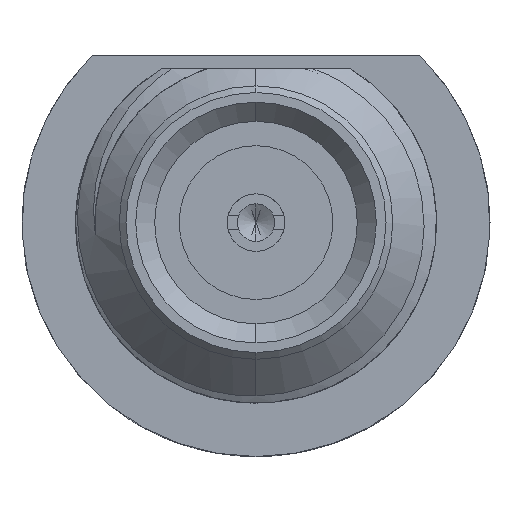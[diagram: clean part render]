
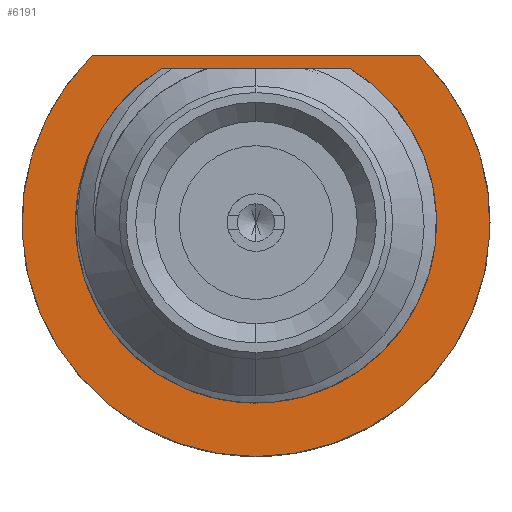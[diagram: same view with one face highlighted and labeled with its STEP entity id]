
A CAD part, left-side view. The second image highlights one B-rep face of the part: STEP entity #6191.
In plain terms, the highlighted planar face has unit normal (-1, 0, 0).
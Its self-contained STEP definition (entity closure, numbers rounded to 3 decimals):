
#229=CARTESIAN_POINT('',(11.4,3.504,-3.5));
#230=DIRECTION('',(1.,0.,0.));
#231=DIRECTION('',(0.,-0.524,0.852));
#232=AXIS2_PLACEMENT_3D('',#229,#230,#231);
#2449=DIRECTION('',(0.,-1.,0.));
#2450=VECTOR('',#2449,4.899);
#2451=CARTESIAN_POINT('',(11.4,5.953,-1.));
#2452=LINE('',#2451,#2450);
#2453=DIRECTION('',(0.,-1.,0.));
#2454=VECTOR('',#2453,2.828);
#2455=CARTESIAN_POINT('',(11.4,4.918,-1.2));
#2456=LINE('',#2455,#2454);
#2475=CARTESIAN_POINT('',(11.4,3.504,-3.5));
#2476=DIRECTION('',(-1.,0.,0.));
#2477=DIRECTION('',(0.,0.7,0.714));
#2478=AXIS2_PLACEMENT_3D('',#2475,#2476,#2477);
#3150=CARTESIAN_POINT('',(11.4,1.054,-1.));
#3152=VERTEX_POINT('',#3150);
#3154=CARTESIAN_POINT('',(11.4,5.953,-1.));
#3156=VERTEX_POINT('',#3154);
#3157=CARTESIAN_POINT('',(11.4,2.089,-1.2));
#3159=VERTEX_POINT('',#3157);
#3195=CARTESIAN_POINT('',(11.4,4.918,-1.2));
#3197=VERTEX_POINT('',#3195);
#6176=CARTESIAN_POINT('',(11.4,3.504,-3.5));
#6177=DIRECTION('',(-1.,0.,0.));
#6178=DIRECTION('',(0.,0.,-1.));
#6179=AXIS2_PLACEMENT_3D('',#6176,#6177,#6178);
#6180=PLANE('',#6179);
#6182=ORIENTED_EDGE('',*,*,#6181,.T.);
#6184=ORIENTED_EDGE('',*,*,#6183,.F.);
#6185=EDGE_LOOP('',(#6182,#6184));
#6186=FACE_OUTER_BOUND('',#6185,.F.);
#6187=ORIENTED_EDGE('',*,*,#3709,.F.);
#6188=ORIENTED_EDGE('',*,*,#3696,.F.);
#6189=EDGE_LOOP('',(#6187,#6188));
#6190=FACE_BOUND('',#6189,.F.);
#6191=ADVANCED_FACE('',(#6186,#6190),#6180,.T.);
#233=CIRCLE('',#232,2.7);
#2479=CIRCLE('',#2478,3.5);
#3696=EDGE_CURVE('',#3197,#3159,#2456,.T.);
#3709=EDGE_CURVE('',#3159,#3197,#233,.T.);
#6181=EDGE_CURVE('',#3156,#3152,#2452,.T.);
#6183=EDGE_CURVE('',#3156,#3152,#2479,.T.);
